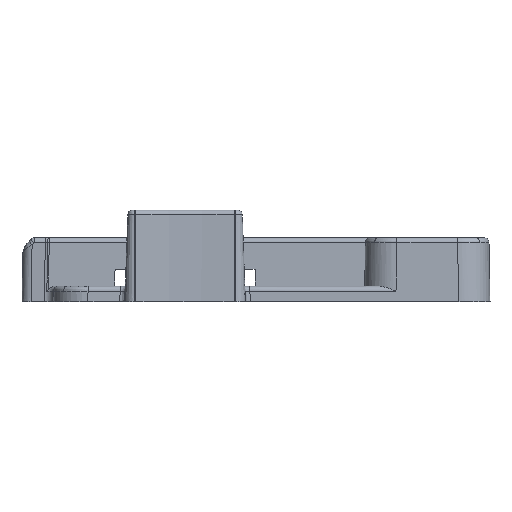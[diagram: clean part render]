
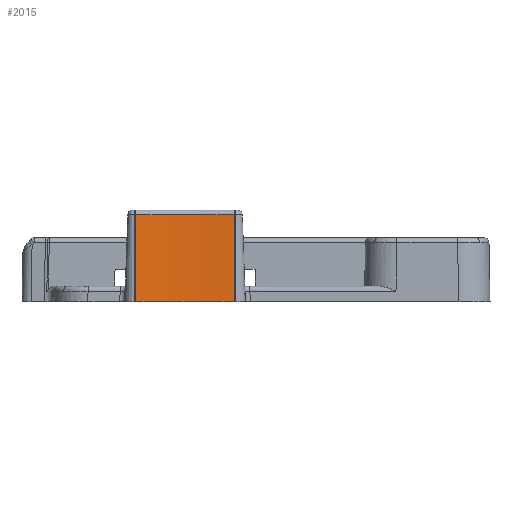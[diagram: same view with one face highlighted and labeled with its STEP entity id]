
A CAD part, left-side view. The second image highlights one B-rep face of the part: STEP entity #2015.
In plain terms, the highlighted conical face has half-angle 2 degrees and reference radius 85 mm.
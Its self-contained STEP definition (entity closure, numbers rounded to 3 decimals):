
#162 = AXIS2_PLACEMENT_3D ( 'NONE', #4368, #837, #3793 ) ;
#345 = CIRCLE ( 'NONE', #2235, 85.485 ) ;
#837 = DIRECTION ( 'NONE',  ( 0., 0., -1. ) ) ;
#843 = CARTESIAN_POINT ( 'NONE',  ( -23.135, 2.555, 13.884 ) ) ;
#963 = LINE ( 'NONE', #4125, #5789 ) ;
#1579 = VECTOR ( 'NONE', #5151, 1000. ) ;
#2015 = ADVANCED_FACE ( 'NONE', ( #5565 ), #2683, .F. ) ;
#2176 = EDGE_CURVE ( 'NONE', #4637, #3327, #5470, .T. ) ;
#2208 = ORIENTED_EDGE ( 'NONE', *, *, #4073, .T. ) ;
#2235 = AXIS2_PLACEMENT_3D ( 'NONE', #2444, #3077, #3714 ) ;
#2444 = CARTESIAN_POINT ( 'NONE',  ( -108.255, 10.45, 13.884 ) ) ;
#2613 = DIRECTION ( 'NONE',  ( 0., 0., 1. ) ) ;
#2683 = CONICAL_SURFACE ( 'NONE', #2969, 85., 0.035 ) ;
#2706 = CARTESIAN_POINT ( 'NONE',  ( -23.135, 18.345, 13.884 ) ) ;
#2969 = AXIS2_PLACEMENT_3D ( 'NONE', #6746, #2613, #5048 ) ;
#2990 = EDGE_LOOP ( 'NONE', ( #5019, #2208, #5809, #5525 ) ) ;
#3077 = DIRECTION ( 'NONE',  ( 0., 0., 1. ) ) ;
#3327 = VERTEX_POINT ( 'NONE', #4918 ) ;
#3714 = DIRECTION ( 'NONE',  ( -1., 0., 0. ) ) ;
#3793 = DIRECTION ( 'NONE',  ( -1., 0., 0. ) ) ;
#4073 = EDGE_CURVE ( 'NONE', #5523, #4637, #345, .T. ) ;
#4125 = CARTESIAN_POINT ( 'NONE',  ( -23.618, 2.6, 0. ) ) ;
#4289 = EDGE_CURVE ( 'NONE', #3327, #7087, #6375, .T. ) ;
#4368 = CARTESIAN_POINT ( 'NONE',  ( -108.255, 10.45, 0. ) ) ;
#4637 = VERTEX_POINT ( 'NONE', #2706 ) ;
#4918 = CARTESIAN_POINT ( 'NONE',  ( -23.618, 18.3, 0. ) ) ;
#5019 = ORIENTED_EDGE ( 'NONE', *, *, #6576, .F. ) ;
#5048 = DIRECTION ( 'NONE',  ( -1., 0., 0. ) ) ;
#5151 = DIRECTION ( 'NONE',  ( -0.035, -0.003, -0.999 ) ) ;
#5323 = CARTESIAN_POINT ( 'NONE',  ( -23.618, 2.6, 0. ) ) ;
#5470 = LINE ( 'NONE', #7506, #1579 ) ;
#5523 = VERTEX_POINT ( 'NONE', #843 ) ;
#5525 = ORIENTED_EDGE ( 'NONE', *, *, #4289, .T. ) ;
#5565 = FACE_OUTER_BOUND ( 'NONE', #2990, .T. ) ;
#5789 = VECTOR ( 'NONE', #7045, 1000. ) ;
#5809 = ORIENTED_EDGE ( 'NONE', *, *, #2176, .T. ) ;
#6375 = CIRCLE ( 'NONE', #162, 85. ) ;
#6576 = EDGE_CURVE ( 'NONE', #5523, #7087, #963, .T. ) ;
#6746 = CARTESIAN_POINT ( 'NONE',  ( -108.255, 10.45, 0. ) ) ;
#7045 = DIRECTION ( 'NONE',  ( -0.035, 0.003, -0.999 ) ) ;
#7087 = VERTEX_POINT ( 'NONE', #5323 ) ;
#7506 = CARTESIAN_POINT ( 'NONE',  ( -23.618, 18.3, 0. ) ) ;
